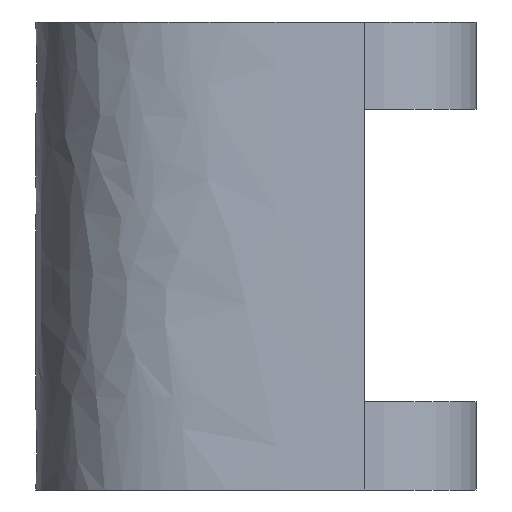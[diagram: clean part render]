
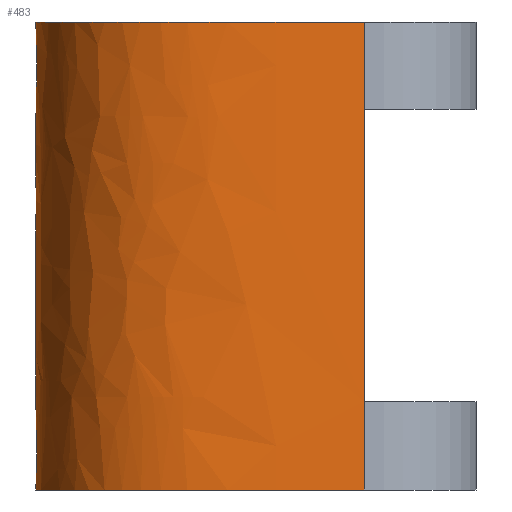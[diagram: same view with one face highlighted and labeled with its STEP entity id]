
A CAD part, front view. The second image highlights one B-rep face of the part: STEP entity #483.
In plain terms, the highlighted free-form (B-spline) face has degree [3, 1] with [7, 2] control points.
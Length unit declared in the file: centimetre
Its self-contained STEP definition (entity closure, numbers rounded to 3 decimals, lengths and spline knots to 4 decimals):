
#8 = ORIENTED_EDGE ( 'NONE', *, *, #209, .T. ) ;
#21 = CARTESIAN_POINT ( 'NONE',  ( -4.0007, 1.4365, 0. ) ) ;
#23 = EDGE_LOOP ( 'NONE', ( #455, #380, #113, #233, #308, #8 ) ) ;
#28 = LINE ( 'NONE', #424, #389 ) ;
#39 = CARTESIAN_POINT ( 'NONE',  ( 0., -1.4365, 0. ) ) ;
#68 = DIRECTION ( 'NONE',  ( 0., 0., -1. ) ) ;
#73 = CARTESIAN_POINT ( 'NONE',  ( 0., -1.4365, 0. ) ) ;
#79 = CARTESIAN_POINT ( 'NONE',  ( -4.314, 0.8771, 0. ) ) ;
#87 = CARTESIAN_POINT ( 'NONE',  ( -0.8345, -1.4709, 6. ) ) ;
#88 = VERTEX_POINT ( 'NONE', #362 ) ;
#109 = EDGE_CURVE ( 'NONE', #199, #420, #142, .T. ) ;
#111 = CARTESIAN_POINT ( 'NONE',  ( -4.314, 0.8771, 6. ) ) ;
#112 = B_SPLINE_CURVE_WITH_KNOTS ( 'NONE', 3,
 ( #337, #79, #369, #262, #146, #404, #73 ),
 .UNSPECIFIED., .F., .F.,
 ( 4, 1, 1, 1, 4 ),
 ( 0., 0.2883, 0.4318, 0.5976, 1. ),
 .UNSPECIFIED. ) ;
#113 = ORIENTED_EDGE ( 'NONE', *, *, #264, .T. ) ;
#116 = CARTESIAN_POINT ( 'NONE',  ( -3.5089, -1.1703, 0. ) ) ;
#119 = CARTESIAN_POINT ( 'NONE',  ( 0., -1.4365, 6. ) ) ;
#122 = VERTEX_POINT ( 'NONE', #301 ) ;
#125 = EDGE_CURVE ( 'NONE', #88, #122, #268, .T. ) ;
#130 = LINE ( 'NONE', #283, #277 ) ;
#142 = LINE ( 'NONE', #294, #229 ) ;
#146 = CARTESIAN_POINT ( 'NONE',  ( -2.0415, -1.7421, 0. ) ) ;
#156 = CARTESIAN_POINT ( 'NONE',  ( -3.5089, -1.1703, 6. ) ) ;
#161 = B_SPLINE_SURFACE_WITH_KNOTS ( 'NONE', 3, 1, ( 
 ( #304, #441 ),
 ( #111, #438 ),
 ( #450, #187 ),
 ( #156, #116 ),
 ( #334, #299 ),
 ( #409, #185 ),
 ( #119, #226 ) ),
 .UNSPECIFIED., .F., .F., .F.,
 ( 4, 1, 1, 1, 4 ),
 ( 2, 2 ),
 ( 0., 0.2883, 0.4318, 0.5976, 1. ),
 ( 0., 1. ),
 .UNSPECIFIED. ) ;
#166 = VERTEX_POINT ( 'NONE', #232 ) ;
#168 = CARTESIAN_POINT ( 'NONE',  ( -4.215, -0.0805, 6. ) ) ;
#185 = CARTESIAN_POINT ( 'NONE',  ( -0.8345, -1.4709, 0. ) ) ;
#187 = CARTESIAN_POINT ( 'NONE',  ( -4.215, -0.0805, 0. ) ) ;
#196 = CARTESIAN_POINT ( 'NONE',  ( -2.0415, -1.7421, 6. ) ) ;
#199 = VERTEX_POINT ( 'NONE', #214 ) ;
#204 = CARTESIAN_POINT ( 'NONE',  ( -3.5089, -1.1703, 6. ) ) ;
#209 = EDGE_CURVE ( 'NONE', #88, #356, #402, .T. ) ;
#214 = CARTESIAN_POINT ( 'NONE',  ( 0., -1.4365, 1.133 ) ) ;
#226 = CARTESIAN_POINT ( 'NONE',  ( 0., -1.4365, 0. ) ) ;
#229 = VECTOR ( 'NONE', #480, 100. ) ;
#232 = CARTESIAN_POINT ( 'NONE',  ( 0., -1.4365, 4.8788 ) ) ;
#233 = ORIENTED_EDGE ( 'NONE', *, *, #282, .F. ) ;
#255 = DIRECTION ( 'NONE',  ( 0., 0., 1. ) ) ;
#260 = CARTESIAN_POINT ( 'NONE',  ( -4.0007, 1.4365, 6. ) ) ;
#262 = CARTESIAN_POINT ( 'NONE',  ( -3.5089, -1.1703, 0. ) ) ;
#263 = CARTESIAN_POINT ( 'NONE',  ( -4.0007, 1.4365, 6. ) ) ;
#264 = EDGE_CURVE ( 'NONE', #199, #166, #130, .T. ) ;
#268 = B_SPLINE_CURVE_WITH_KNOTS ( 'NONE', 3,
 ( #263, #459, #168, #204, #196, #87, #280 ),
 .UNSPECIFIED., .F., .F.,
 ( 4, 1, 1, 1, 4 ),
 ( 0., 0.2883, 0.4318, 0.5976, 1. ),
 .UNSPECIFIED. ) ;
#270 = FACE_OUTER_BOUND ( 'NONE', #23, .T. ) ;
#277 = VECTOR ( 'NONE', #255, 100. ) ;
#280 = CARTESIAN_POINT ( 'NONE',  ( 0., -1.4365, 6. ) ) ;
#282 = EDGE_CURVE ( 'NONE', #122, #166, #28, .T. ) ;
#283 = CARTESIAN_POINT ( 'NONE',  ( 0., -1.4365, 6. ) ) ;
#294 = CARTESIAN_POINT ( 'NONE',  ( 0., -1.4365, 6. ) ) ;
#299 = CARTESIAN_POINT ( 'NONE',  ( -2.0415, -1.7421, 0. ) ) ;
#301 = CARTESIAN_POINT ( 'NONE',  ( 0., -1.4365, 6. ) ) ;
#304 = CARTESIAN_POINT ( 'NONE',  ( -4.0007, 1.4365, 6. ) ) ;
#308 = ORIENTED_EDGE ( 'NONE', *, *, #125, .F. ) ;
#327 = DIRECTION ( 'NONE',  ( 0., 0., -1. ) ) ;
#334 = CARTESIAN_POINT ( 'NONE',  ( -2.0415, -1.7421, 6. ) ) ;
#337 = CARTESIAN_POINT ( 'NONE',  ( -4.0007, 1.4365, 0. ) ) ;
#356 = VERTEX_POINT ( 'NONE', #21 ) ;
#362 = CARTESIAN_POINT ( 'NONE',  ( -4.0007, 1.4365, 6. ) ) ;
#369 = CARTESIAN_POINT ( 'NONE',  ( -4.215, -0.0805, 0. ) ) ;
#380 = ORIENTED_EDGE ( 'NONE', *, *, #109, .F. ) ;
#389 = VECTOR ( 'NONE', #68, 100. ) ;
#402 = LINE ( 'NONE', #260, #479 ) ;
#404 = CARTESIAN_POINT ( 'NONE',  ( -0.8345, -1.4709, 0. ) ) ;
#408 = EDGE_CURVE ( 'NONE', #356, #420, #112, .T. ) ;
#409 = CARTESIAN_POINT ( 'NONE',  ( -0.8345, -1.4709, 6. ) ) ;
#420 = VERTEX_POINT ( 'NONE', #39 ) ;
#424 = CARTESIAN_POINT ( 'NONE',  ( 0., -1.4365, 6. ) ) ;
#438 = CARTESIAN_POINT ( 'NONE',  ( -4.314, 0.8771, 0. ) ) ;
#441 = CARTESIAN_POINT ( 'NONE',  ( -4.0007, 1.4365, 0. ) ) ;
#450 = CARTESIAN_POINT ( 'NONE',  ( -4.215, -0.0805, 6. ) ) ;
#455 = ORIENTED_EDGE ( 'NONE', *, *, #408, .T. ) ;
#459 = CARTESIAN_POINT ( 'NONE',  ( -4.314, 0.8771, 6. ) ) ;
#479 = VECTOR ( 'NONE', #327, 100. ) ;
#480 = DIRECTION ( 'NONE',  ( 0., 0., -1. ) ) ;
#483 = ADVANCED_FACE ( 'NONE', ( #270 ), #161, .F. ) ;
